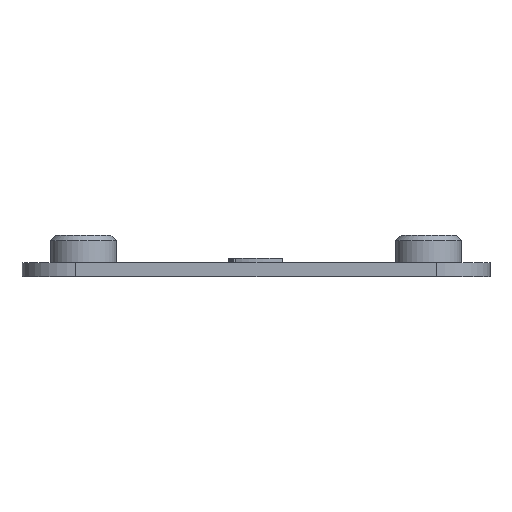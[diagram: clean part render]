
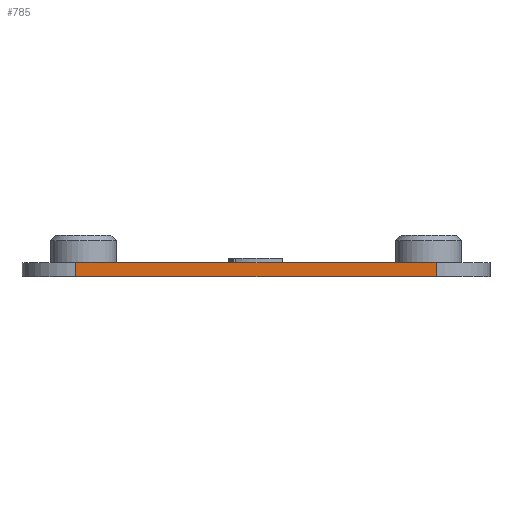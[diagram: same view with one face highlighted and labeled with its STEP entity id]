
A CAD part, left-side view. The second image highlights one B-rep face of the part: STEP entity #785.
In plain terms, the highlighted planar face has unit normal (-1, 0, 0).
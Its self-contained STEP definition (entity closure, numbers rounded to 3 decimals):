
#671=FACE_OUTER_BOUND('',#1224,.T.);
#785=ADVANCED_FACE('',(#671),#929,.T.);
#929=PLANE('',#3315);
#1224=EDGE_LOOP('',(#1524,#1525,#1526,#1527));
#1524=ORIENTED_EDGE('',*,*,#2419,.F.);
#1525=ORIENTED_EDGE('',*,*,#2420,.F.);
#1526=ORIENTED_EDGE('',*,*,#2356,.T.);
#1527=ORIENTED_EDGE('',*,*,#2421,.T.);
#2120=VERTEX_POINT('',#4288);
#2121=VERTEX_POINT('',#4289);
#2176=VERTEX_POINT('',#4456);
#2177=VERTEX_POINT('',#4457);
#2356=EDGE_CURVE('',#2120,#2121,#2685,.T.);
#2419=EDGE_CURVE('',#2176,#2177,#2726,.T.);
#2420=EDGE_CURVE('',#2120,#2176,#2727,.T.);
#2421=EDGE_CURVE('',#2121,#2177,#2728,.T.);
#2685=LINE('',#4287,#2948);
#2726=LINE('',#4455,#2989);
#2727=LINE('',#4458,#2990);
#2728=LINE('',#4459,#2991);
#2948=VECTOR('',#3550,1.);
#2989=VECTOR('',#3653,1.);
#2990=VECTOR('',#3654,1.);
#2991=VECTOR('',#3655,1.);
#3315=AXIS2_PLACEMENT_3D('',#4460,#3656,#3657);
#3550=DIRECTION('',(0.,1.,0.));
#3653=DIRECTION('',(0.,1.,0.));
#3654=DIRECTION('',(0.,0.,-1.));
#3655=DIRECTION('',(0.,0.,-1.));
#3656=DIRECTION('',(-1.,0.,0.));
#3657=DIRECTION('',(0.,0.,1.));
#4287=CARTESIAN_POINT('',(-40.,-16.7,1.3));
#4288=CARTESIAN_POINT('',(-40.,-16.7,1.3));
#4289=CARTESIAN_POINT('',(-40.,16.7,1.3));
#4455=CARTESIAN_POINT('',(-40.,-16.7,0.));
#4456=CARTESIAN_POINT('',(-40.,-16.7,0.));
#4457=CARTESIAN_POINT('',(-40.,16.7,0.));
#4458=CARTESIAN_POINT('',(-40.,-16.7,1.3));
#4459=CARTESIAN_POINT('',(-40.,16.7,1.3));
#4460=CARTESIAN_POINT('',(-40.,-16.7,1.3));
